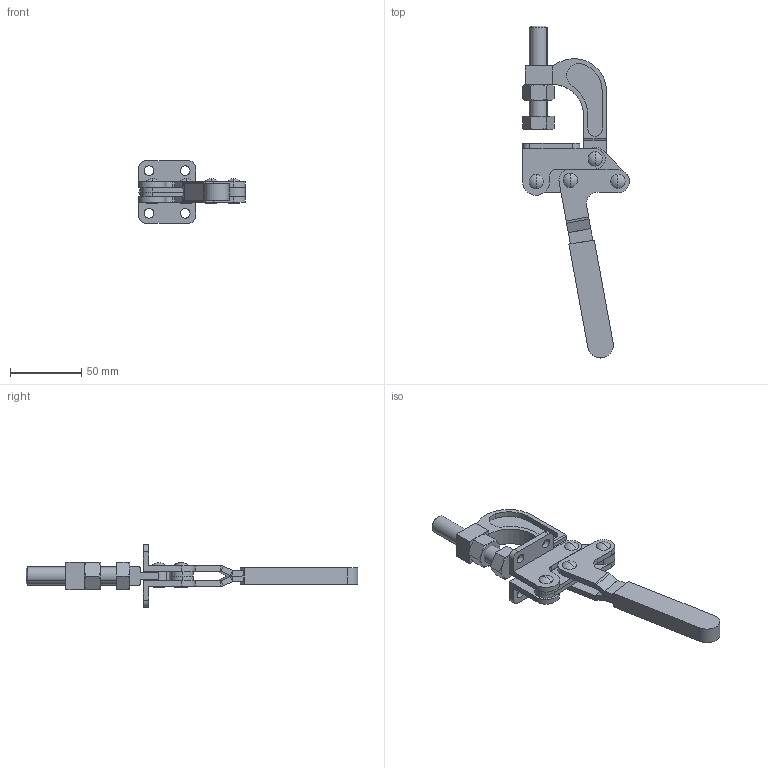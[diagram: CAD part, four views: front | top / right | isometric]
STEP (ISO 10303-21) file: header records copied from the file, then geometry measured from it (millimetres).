
FILE_DESCRIPTION (( 'STEP AP214' ), '1' );
FILE_NAME ('EMC80379.STEP', '2019-01-10T00:30:34', ( 'LinWei' ), ( '' ), 'SwSTEP 2.0', 'SolidWorks 2016', '' );
FILE_SCHEMA (( 'AUTOMOTIVE_DESIGN' ));
Length unit declared in the file: millimetre
Products named in the file (5): Group4^EMC80379; Group3^EMC80379; Group2^EMC80379; Group1^EMC80379; EMC80379
Assembly tree (4 placements, depth 2):
  EMC80379
    Group1^EMC80379
    Group2^EMC80379
    Group3^EMC80379
    Group4^EMC80379
Bounding box: 74.91 x 233.13 x 44 mm (x, y, z)
Volume: 46384.3 mm3; surface area: 36441 mm2
Topology: 3 solids, 5 shells, 238 faces, 573 edges, 359 vertices
Faces by surface type: plane 119, cylinder 83, cone 20, sphere 8, torus 8
Entity records: 8401 total; most frequent: CARTESIAN_POINT 1434, DIRECTION 1262, ORIENTED_EDGE 1146, EDGE_CURVE 573, AXIS2_PLACEMENT_3D 479, VERTEX_POINT 359, VECTOR 304, LINE 304
